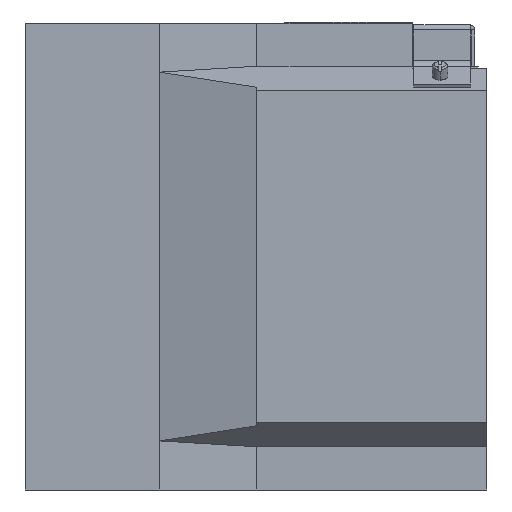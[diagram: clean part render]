
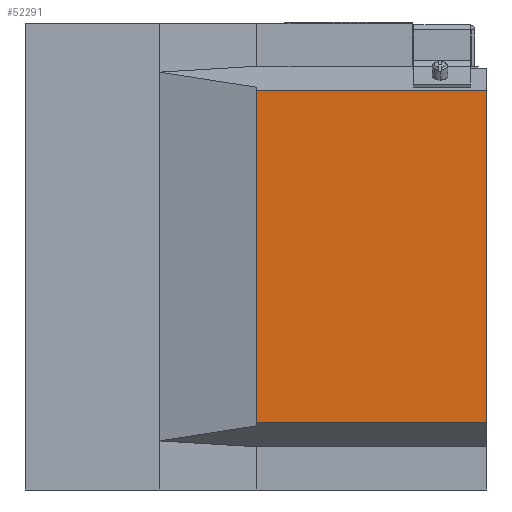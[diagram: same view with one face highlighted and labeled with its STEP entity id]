
A CAD part, left-side view. The second image highlights one B-rep face of the part: STEP entity #52291.
In plain terms, the highlighted planar face has unit normal (-1, 0, 0).
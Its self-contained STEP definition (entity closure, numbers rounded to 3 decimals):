
#2266 = VECTOR ( 'NONE', #29578, 1000. ) ;
#6537 = VERTEX_POINT ( 'NONE', #12196 ) ;
#12196 = CARTESIAN_POINT ( 'NONE',  ( -74., 133., -96.144 ) ) ;
#28006 = DIRECTION ( 'NONE',  ( 0., 0., -1. ) ) ;
#28555 = CARTESIAN_POINT ( 'NONE',  ( -74., 133., 96.144 ) ) ;
#29578 = DIRECTION ( 'NONE',  ( 0., -1., 0. ) ) ;
#46952 = VECTOR ( 'NONE', #181944, 1000. ) ;
#52291 = ADVANCED_FACE ( 'NONE', ( #180385 ), #72153, .F. ) ;
#63968 = EDGE_LOOP ( 'NONE', ( #77936, #189050, #110317, #103196 ) ) ;
#65969 = EDGE_CURVE ( 'NONE', #69279, #6537, #160545, .T. ) ;
#68275 = VECTOR ( 'NONE', #161442, 1000. ) ;
#69279 = VERTEX_POINT ( 'NONE', #28555 ) ;
#72153 = PLANE ( 'NONE',  #83595 ) ;
#73966 = EDGE_CURVE ( 'NONE', #85417, #113897, #150881, .T. ) ;
#77936 = ORIENTED_EDGE ( 'NONE', *, *, #65969, .T. ) ;
#80903 = EDGE_CURVE ( 'NONE', #69279, #85417, #147102, .T. ) ;
#83595 = AXIS2_PLACEMENT_3D ( 'NONE', #87097, #116796, #28006 ) ;
#85417 = VERTEX_POINT ( 'NONE', #175413 ) ;
#86049 = DIRECTION ( 'NONE',  ( 0., 0., -1. ) ) ;
#87097 = CARTESIAN_POINT ( 'NONE',  ( -74., 133., 135. ) ) ;
#87692 = CARTESIAN_POINT ( 'NONE',  ( -74., 267.001, 96.144 ) ) ;
#103196 = ORIENTED_EDGE ( 'NONE', *, *, #80903, .F. ) ;
#110317 = ORIENTED_EDGE ( 'NONE', *, *, #73966, .F. ) ;
#111544 = VECTOR ( 'NONE', #86049, 1000. ) ;
#113897 = VERTEX_POINT ( 'NONE', #148867 ) ;
#116004 = LINE ( 'NONE', #133304, #2266 ) ;
#116796 = DIRECTION ( 'NONE',  ( 1., 0., 0. ) ) ;
#133304 = CARTESIAN_POINT ( 'NONE',  ( -74., 267.001, -96.144 ) ) ;
#147102 = LINE ( 'NONE', #87692, #68275 ) ;
#148867 = CARTESIAN_POINT ( 'NONE',  ( -74., 0., -96.144 ) ) ;
#150881 = LINE ( 'NONE', #159804, #111544 ) ;
#159804 = CARTESIAN_POINT ( 'NONE',  ( -74., 0., 135. ) ) ;
#160545 = LINE ( 'NONE', #182596, #46952 ) ;
#161442 = DIRECTION ( 'NONE',  ( 0., -1., 0. ) ) ;
#162477 = EDGE_CURVE ( 'NONE', #6537, #113897, #116004, .T. ) ;
#175413 = CARTESIAN_POINT ( 'NONE',  ( -74., 0., 96.144 ) ) ;
#180385 = FACE_OUTER_BOUND ( 'NONE', #63968, .T. ) ;
#181944 = DIRECTION ( 'NONE',  ( 0., 0., -1. ) ) ;
#182596 = CARTESIAN_POINT ( 'NONE',  ( -74., 133., 135. ) ) ;
#189050 = ORIENTED_EDGE ( 'NONE', *, *, #162477, .T. ) ;
